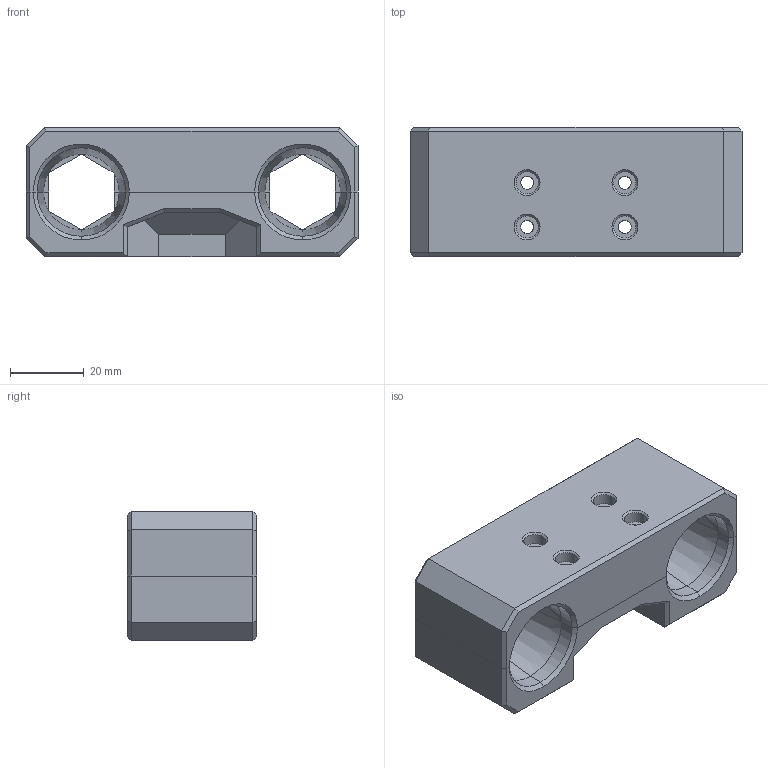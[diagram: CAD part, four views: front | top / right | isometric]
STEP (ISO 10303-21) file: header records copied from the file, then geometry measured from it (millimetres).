
FILE_DESCRIPTION(('FreeCAD Model'),'2;1');
FILE_NAME('Open CASCADE Shape Model','2023-12-15T15:19:36',(''),(''), 'Open CASCADE STEP processor 7.6','FreeCAD','Unknown');
FILE_SCHEMA(('AUTOMOTIVE_DESIGN { 1 0 10303 214 1 1 1 1 }'));
Length unit declared in the file: millimetre
Products named in the file (3): brakes_motor_plugs_mount; Bottom; Top
Assembly tree (2 placements, depth 2):
  brakes_motor_plugs_mount
    Bottom
    Top
Bounding box: 90 x 35 x 35 mm (x, y, z)
Volume: 69531.2 mm3; surface area: 22590.5 mm2
Topology: 2 solids, 2 shells, 181 faces, 405 edges, 248 vertices
Faces by surface type: plane 111, cylinder 40, cone 30
Full cylindrical faces by diameter (mm): 2.3 x8, 2.5 x8, 3.5 x8, 6 x4
Entity records: 10441 total; most frequent: CARTESIAN_POINT 1819, DIRECTION 1685, LINE 1001, VECTOR 1001, ORIENTED_EDGE 810, PCURVE 810, DEFINITIONAL_REPRESENTATION 810, EDGE_CURVE 405
